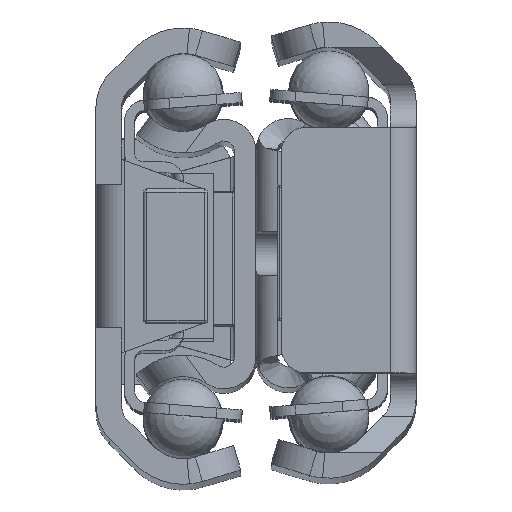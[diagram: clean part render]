
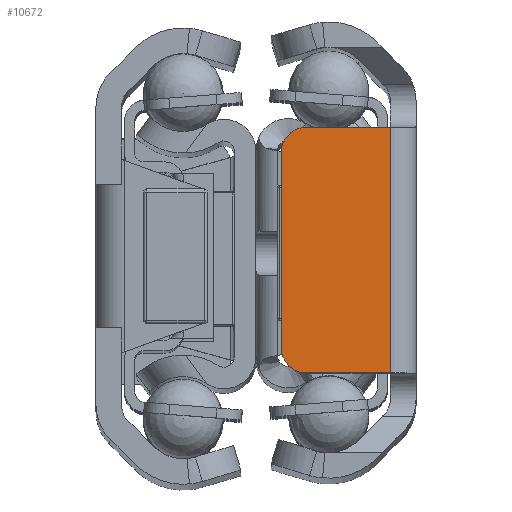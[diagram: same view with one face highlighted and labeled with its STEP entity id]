
A CAD part, top view. The second image highlights one B-rep face of the part: STEP entity #10672.
In plain terms, the highlighted planar face has unit normal (0, 0, 1).
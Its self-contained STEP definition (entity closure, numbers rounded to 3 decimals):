
#420=PLANE('',#11468);
#716=FACE_OUTER_BOUND('',#1322,.T.);
#1322=EDGE_LOOP('',(#7333,#7334,#7335,#7336,#7337,#7338));
#1978=LINE('',#16029,#3015);
#1981=LINE('',#16054,#3018);
#1984=LINE('',#16060,#3021);
#1985=LINE('',#16064,#3022);
#3015=VECTOR('',#12725,10.);
#3018=VECTOR('',#12736,10.);
#3021=VECTOR('',#12741,10.);
#3022=VECTOR('',#12744,10.);
#4004=CIRCLE('',#11469,1.5);
#4005=CIRCLE('',#11470,1.5);
#4541=VERTEX_POINT('',#16026);
#4542=VERTEX_POINT('',#16028);
#4546=VERTEX_POINT('',#16053);
#4548=VERTEX_POINT('',#16059);
#4549=VERTEX_POINT('',#16061);
#4550=VERTEX_POINT('',#16063);
#5596=EDGE_CURVE('',#4541,#4542,#1978,.T.);
#5603=EDGE_CURVE('',#4546,#4542,#1981,.T.);
#5606=EDGE_CURVE('',#4541,#4548,#1984,.T.);
#5607=EDGE_CURVE('',#4549,#4548,#4004,.T.);
#5608=EDGE_CURVE('',#4549,#4550,#1985,.T.);
#5609=EDGE_CURVE('',#4546,#4550,#4005,.T.);
#7333=ORIENTED_EDGE('',*,*,#5596,.F.);
#7334=ORIENTED_EDGE('',*,*,#5606,.T.);
#7335=ORIENTED_EDGE('',*,*,#5607,.F.);
#7336=ORIENTED_EDGE('',*,*,#5608,.T.);
#7337=ORIENTED_EDGE('',*,*,#5609,.F.);
#7338=ORIENTED_EDGE('',*,*,#5603,.T.);
#10672=ADVANCED_FACE('',(#716),#420,.T.);
#11468=AXIS2_PLACEMENT_3D('',#16058,#12739,#12740);
#11469=AXIS2_PLACEMENT_3D('',#16062,#12742,#12743);
#11470=AXIS2_PLACEMENT_3D('',#16065,#12745,#12746);
#12725=DIRECTION('',(-1.,0.,0.));
#12736=DIRECTION('',(0.,-1.,0.));
#12739=DIRECTION('center_axis',(0.,0.,1.));
#12740=DIRECTION('ref_axis',(1.,0.,0.));
#12741=DIRECTION('',(0.,1.,0.));
#12742=DIRECTION('center_axis',(0.,0.,-1.));
#12743=DIRECTION('ref_axis',(0.707,0.707,0.));
#12744=DIRECTION('',(-1.,0.,0.));
#12745=DIRECTION('center_axis',(0.,0.,-1.));
#12746=DIRECTION('ref_axis',(-0.707,0.707,0.));
#16026=CARTESIAN_POINT('',(7.3,-3.68,100.));
#16028=CARTESIAN_POINT('',(-7.3,-3.68,100.));
#16029=CARTESIAN_POINT('',(4.433,-3.68,100.));
#16053=CARTESIAN_POINT('',(-7.3,1.32,100.));
#16054=CARTESIAN_POINT('',(-7.3,-3.846,100.));
#16058=CARTESIAN_POINT('Origin',(0.,-2.512,
100.));
#16059=CARTESIAN_POINT('',(7.3,1.32,100.));
#16060=CARTESIAN_POINT('',(7.3,-3.846,100.));
#16061=CARTESIAN_POINT('',(5.8,2.82,100.));
#16062=CARTESIAN_POINT('Origin',(5.8,1.32,100.));
#16063=CARTESIAN_POINT('',(-5.8,2.82,100.));
#16064=CARTESIAN_POINT('',(7.3,2.82,100.));
#16065=CARTESIAN_POINT('Origin',(-5.8,1.32,100.));
